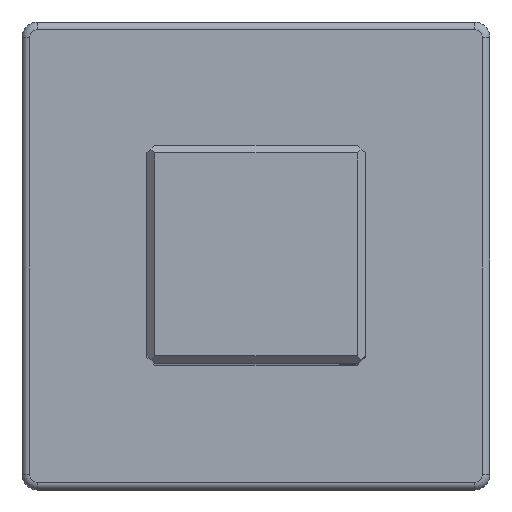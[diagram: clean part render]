
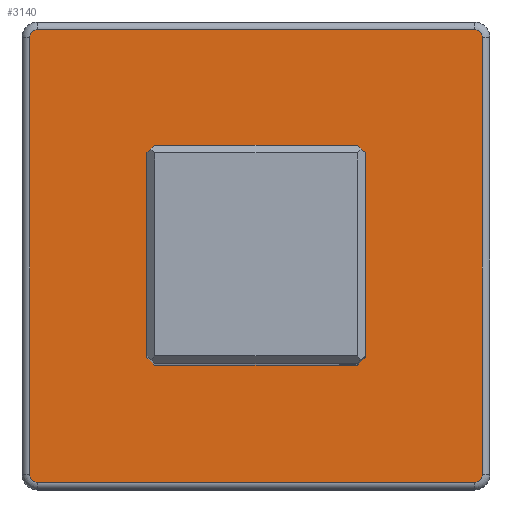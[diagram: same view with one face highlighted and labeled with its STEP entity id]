
A CAD part, top view. The second image highlights one B-rep face of the part: STEP entity #3140.
In plain terms, the highlighted planar face has unit normal (0, 0, 1).
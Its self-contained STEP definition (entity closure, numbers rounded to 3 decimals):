
#2240=CARTESIAN_POINT('',(0.,0.,1.5));
#2250=DIRECTION('',(0.,0.,1.));
#2260=DIRECTION('',(1.,0.,0.));
#2270=AXIS2_PLACEMENT_3D('',#2240,#2250,#2260);
#2280=PLANE('',#2270);
#2290=CARTESIAN_POINT('',(-14.,-14.,1.5));
#2300=DIRECTION('',(0.,0.,1.));
#2310=DIRECTION('',(1.,0.,0.));
#2320=AXIS2_PLACEMENT_3D('',#2290,#2300,#2310);
#2330=CIRCLE('',#2320,0.5);
#2340=CARTESIAN_POINT('',(-14.5,-14.,1.5));
#2350=VERTEX_POINT('',#2340);
#2360=CARTESIAN_POINT('',(-14.,-14.5,1.5));
#2370=VERTEX_POINT('',#2360);
#2380=EDGE_CURVE('',#2350,#2370,#2330,.T.);
#2390=ORIENTED_EDGE('',*,*,#2380,.T.);
#2400=CARTESIAN_POINT('',(-14.5,0.,1.5));
#2410=DIRECTION('',(0.,1.,0.));
#2420=VECTOR('',#2410,1.);
#2430=LINE('',#2400,#2420);
#2440=CARTESIAN_POINT('',(-14.5,14.,1.5));
#2450=VERTEX_POINT('',#2440);
#2460=EDGE_CURVE('',#2350,#2450,#2430,.T.);
#2470=ORIENTED_EDGE('',*,*,#2460,.F.);
#2480=CARTESIAN_POINT('',(-14.,14.,1.5));
#2490=DIRECTION('',(0.,0.,-1.));
#2500=DIRECTION('',(-1.,0.,0.));
#2510=AXIS2_PLACEMENT_3D('',#2480,#2490,#2500);
#2520=CIRCLE('',#2510,0.5);
#2530=CARTESIAN_POINT('',(-14.,14.5,1.5));
#2540=VERTEX_POINT('',#2530);
#2550=EDGE_CURVE('',#2450,#2540,#2520,.T.);
#2560=ORIENTED_EDGE('',*,*,#2550,.F.);
#2570=CARTESIAN_POINT('',(0.,14.5,1.5));
#2580=DIRECTION('',(1.,0.,0.));
#2590=VECTOR('',#2580,1.);
#2600=LINE('',#2570,#2590);
#2610=CARTESIAN_POINT('',(14.,14.5,1.5));
#2620=VERTEX_POINT('',#2610);
#2630=EDGE_CURVE('',#2540,#2620,#2600,.T.);
#2640=ORIENTED_EDGE('',*,*,#2630,.F.);
#2650=CARTESIAN_POINT('',(14.,14.,1.5));
#2660=DIRECTION('',(0.,0.,1.));
#2670=DIRECTION('',(1.,0.,0.));
#2680=AXIS2_PLACEMENT_3D('',#2650,#2660,#2670);
#2690=CIRCLE('',#2680,0.5);
#2700=CARTESIAN_POINT('',(14.5,14.,1.5));
#2710=VERTEX_POINT('',#2700);
#2720=EDGE_CURVE('',#2710,#2620,#2690,.T.);
#2730=ORIENTED_EDGE('',*,*,#2720,.T.);
#2740=CARTESIAN_POINT('',(14.5,0.,1.5));
#2750=DIRECTION('',(0.,-1.,0.));
#2760=VECTOR('',#2750,1.);
#2770=LINE('',#2740,#2760);
#2780=CARTESIAN_POINT('',(14.5,-14.,1.5));
#2790=VERTEX_POINT('',#2780);
#2800=EDGE_CURVE('',#2710,#2790,#2770,.T.);
#2810=ORIENTED_EDGE('',*,*,#2800,.F.);
#2820=CARTESIAN_POINT('',(14.,-14.,1.5));
#2830=DIRECTION('',(0.,0.,1.));
#2840=DIRECTION('',(1.,0.,0.));
#2850=AXIS2_PLACEMENT_3D('',#2820,#2830,#2840);
#2860=CIRCLE('',#2850,0.5);
#2870=CARTESIAN_POINT('',(14.,-14.5,1.5));
#2880=VERTEX_POINT('',#2870);
#2890=EDGE_CURVE('',#2880,#2790,#2860,.T.);
#2900=ORIENTED_EDGE('',*,*,#2890,.T.);
#2910=CARTESIAN_POINT('',(0.,-14.5,1.5));
#2920=DIRECTION('',(-1.,0.,0.));
#2930=VECTOR('',#2920,1.);
#2940=LINE('',#2910,#2930);
#2950=EDGE_CURVE('',#2880,#2370,#2940,.T.);
#2960=ORIENTED_EDGE('',*,*,#2950,.F.);
#2970=EDGE_LOOP('',(#2960,#2900,#2810,#2730,#2640,#2560,#2470,#2390));
#2980=FACE_OUTER_BOUND('',#2970,.T.);
#2990=CARTESIAN_POINT('',(0.,0.,1.5));
#3000=DIRECTION('',(0.,0.,1.));
#3010=DIRECTION('',(0.,1.,0.));
#3020=AXIS2_PLACEMENT_3D('',#2990,#3000,#3010);
#3030=CIRCLE('',#3020,6.4);
#3040=CARTESIAN_POINT('',(0.,6.4,1.5));
#3050=VERTEX_POINT('',#3040);
#3060=CARTESIAN_POINT('',(0.,-6.4,1.5));
#3070=VERTEX_POINT('',#3060);
#3080=EDGE_CURVE('',#3050,#3070,#3030,.T.);
#3090=ORIENTED_EDGE('',*,*,#3080,.F.);
#3100=EDGE_CURVE('',#3070,#3050,#3030,.T.);
#3110=ORIENTED_EDGE('',*,*,#3100,.F.);
#3120=EDGE_LOOP('',(#3110,#3090));
#3130=FACE_BOUND('',#3120,.T.);
#3140=ADVANCED_FACE('',(#2980,#3130),#2280,.T.);
